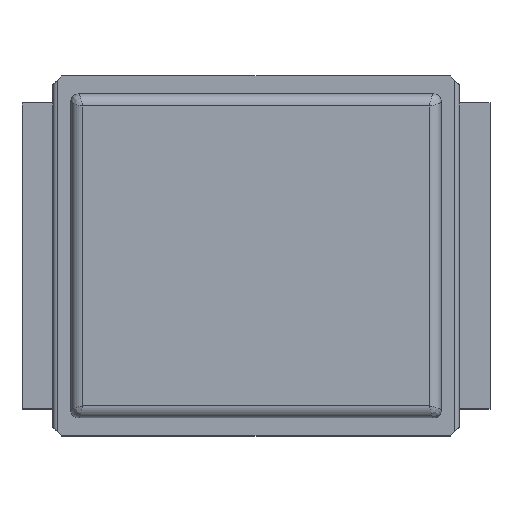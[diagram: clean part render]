
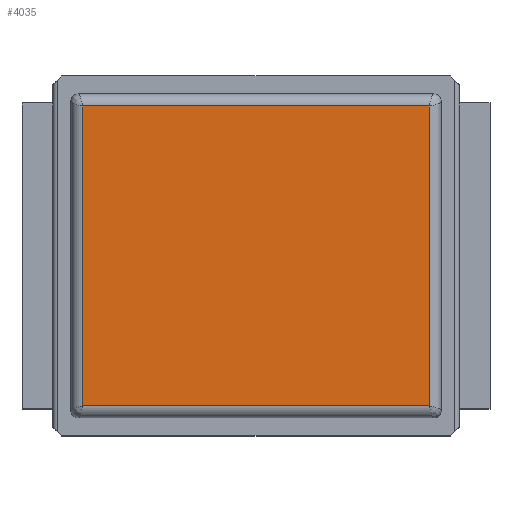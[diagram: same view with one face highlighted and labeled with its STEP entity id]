
A CAD part, top view. The second image highlights one B-rep face of the part: STEP entity #4035.
In plain terms, the highlighted planar face has unit normal (0, 0, 1).
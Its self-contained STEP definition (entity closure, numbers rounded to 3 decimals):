
#3630 = VERTEX_POINT('',#3631);
#3631 = CARTESIAN_POINT('',(-3.366,2.916,0.7));
#3715 = VERTEX_POINT('',#3716);
#3716 = CARTESIAN_POINT('',(-3.366,-2.916,0.7));
#3725 = EDGE_CURVE('',#3630,#3715,#3726,.T.);
#3726 = LINE('',#3727,#3728);
#3727 = CARTESIAN_POINT('',(-3.366,3.004,0.7));
#3728 = VECTOR('',#3729,1.);
#3729 = DIRECTION('',(-0.,-1.,-0.));
#3815 = VERTEX_POINT('',#3816);
#3816 = CARTESIAN_POINT('',(3.366,-2.916,0.7));
#3825 = EDGE_CURVE('',#3715,#3815,#3826,.T.);
#3826 = LINE('',#3827,#3828);
#3827 = CARTESIAN_POINT('',(-3.454,-2.916,0.7));
#3828 = VECTOR('',#3829,1.);
#3829 = DIRECTION('',(1.,0.,0.));
#3913 = VERTEX_POINT('',#3914);
#3914 = CARTESIAN_POINT('',(3.366,2.916,0.7));
#3923 = EDGE_CURVE('',#3815,#3913,#3924,.T.);
#3924 = LINE('',#3925,#3926);
#3925 = CARTESIAN_POINT('',(3.366,-3.004,0.7));
#3926 = VECTOR('',#3927,1.);
#3927 = DIRECTION('',(0.,1.,0.));
#4013 = EDGE_CURVE('',#3913,#3630,#4014,.T.);
#4014 = LINE('',#4015,#4016);
#4015 = CARTESIAN_POINT('',(3.454,2.916,0.7));
#4016 = VECTOR('',#4017,1.);
#4017 = DIRECTION('',(-1.,-0.,-0.));
#4035 = ADVANCED_FACE('',(#4036),#4042,.T.);
#4036 = FACE_BOUND('',#4037,.T.);
#4037 = EDGE_LOOP('',(#4038,#4039,#4040,#4041));
#4038 = ORIENTED_EDGE('',*,*,#3923,.T.);
#4039 = ORIENTED_EDGE('',*,*,#4013,.T.);
#4040 = ORIENTED_EDGE('',*,*,#3725,.T.);
#4041 = ORIENTED_EDGE('',*,*,#3825,.T.);
#4042 = PLANE('',#4043);
#4043 = AXIS2_PLACEMENT_3D('',#4044,#4045,#4046);
#4044 = CARTESIAN_POINT('',(-3.6,-3.15,0.7));
#4045 = DIRECTION('',(0.,0.,1.));
#4046 = DIRECTION('',(1.,0.,0.));
